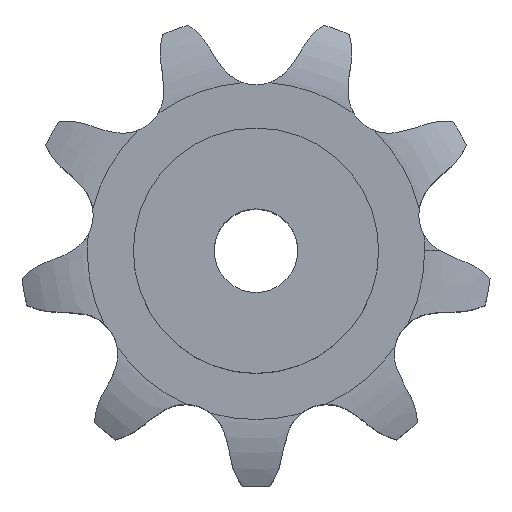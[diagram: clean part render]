
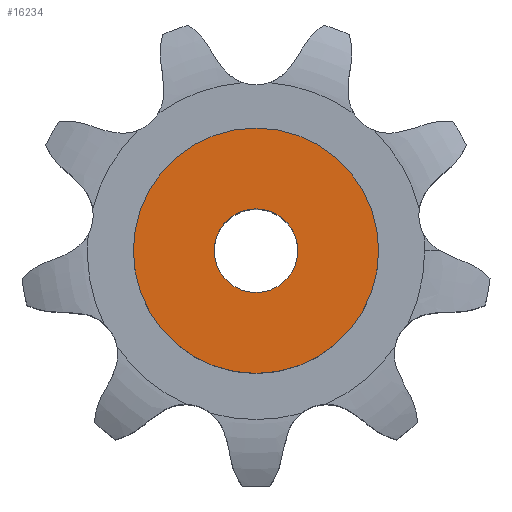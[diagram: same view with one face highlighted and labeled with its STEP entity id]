
A CAD part, top view. The second image highlights one B-rep face of the part: STEP entity #16234.
In plain terms, the highlighted planar face has unit normal (0, 0, 1).
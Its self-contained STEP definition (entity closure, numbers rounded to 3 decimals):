
#8806 = CYLINDRICAL_SURFACE('',#8807,15.);
#8807 = AXIS2_PLACEMENT_3D('',#8808,#8809,#8810);
#8808 = CARTESIAN_POINT('',(0.,0.,322.454));
#8809 = DIRECTION('',(0.,0.,1.));
#8810 = DIRECTION('',(1.,0.,0.));
#11065 = EDGE_CURVE('',#11066,#11066,#11068,.T.);
#11066 = VERTEX_POINT('',#11067);
#11067 = CARTESIAN_POINT('',(15.,0.,120.));
#11068 = SURFACE_CURVE('',#11069,(#11074,#11081),.PCURVE_S1.);
#11069 = CIRCLE('',#11070,15.);
#11070 = AXIS2_PLACEMENT_3D('',#11071,#11072,#11073);
#11071 = CARTESIAN_POINT('',(0.,0.,120.));
#11072 = DIRECTION('',(0.,0.,1.));
#11073 = DIRECTION('',(1.,0.,0.));
#11074 = PCURVE('',#8806,#11075);
#11075 = DEFINITIONAL_REPRESENTATION('',(#11076),#11080);
#11076 = LINE('',#11077,#11078);
#11077 = CARTESIAN_POINT('',(0.,-202.454));
#11078 = VECTOR('',#11079,1.);
#11079 = DIRECTION('',(1.,0.));
#11080 = ( GEOMETRIC_REPRESENTATION_CONTEXT(2) 
PARAMETRIC_REPRESENTATION_CONTEXT() REPRESENTATION_CONTEXT('2D SPACE',''
  ) );
#11081 = PCURVE('',#11082,#11087);
#11082 = PLANE('',#11083);
#11083 = AXIS2_PLACEMENT_3D('',#11084,#11085,#11086);
#11084 = CARTESIAN_POINT('',(0.,0.,
    120.));
#11085 = DIRECTION('',(0.,0.,1.));
#11086 = DIRECTION('',(1.,0.,0.));
#11087 = DEFINITIONAL_REPRESENTATION('',(#11088),#11092);
#11088 = CIRCLE('',#11089,15.);
#11089 = AXIS2_PLACEMENT_2D('',#11090,#11091);
#11090 = CARTESIAN_POINT('',(0.,0.));
#11091 = DIRECTION('',(1.,0.));
#11092 = ( GEOMETRIC_REPRESENTATION_CONTEXT(2) 
PARAMETRIC_REPRESENTATION_CONTEXT() REPRESENTATION_CONTEXT('2D SPACE',''
  ) );
#16234 = ADVANCED_FACE('',(#16235,#16266),#11082,.T.);
#16235 = FACE_BOUND('',#16236,.T.);
#16236 = EDGE_LOOP('',(#16237));
#16237 = ORIENTED_EDGE('',*,*,#16238,.T.);
#16238 = EDGE_CURVE('',#16239,#16239,#16241,.T.);
#16239 = VERTEX_POINT('',#16240);
#16240 = CARTESIAN_POINT('',(44.,0.,120.));
#16241 = SURFACE_CURVE('',#16242,(#16247,#16254),.PCURVE_S1.);
#16242 = CIRCLE('',#16243,44.);
#16243 = AXIS2_PLACEMENT_3D('',#16244,#16245,#16246);
#16244 = CARTESIAN_POINT('',(0.,0.,120.));
#16245 = DIRECTION('',(0.,0.,1.));
#16246 = DIRECTION('',(1.,0.,0.));
#16247 = PCURVE('',#11082,#16248);
#16248 = DEFINITIONAL_REPRESENTATION('',(#16249),#16253);
#16249 = CIRCLE('',#16250,44.);
#16250 = AXIS2_PLACEMENT_2D('',#16251,#16252);
#16251 = CARTESIAN_POINT('',(0.,0.));
#16252 = DIRECTION('',(1.,0.));
#16253 = ( GEOMETRIC_REPRESENTATION_CONTEXT(2) 
PARAMETRIC_REPRESENTATION_CONTEXT() REPRESENTATION_CONTEXT('2D SPACE',''
  ) );
#16254 = PCURVE('',#16255,#16260);
#16255 = CYLINDRICAL_SURFACE('',#16256,44.);
#16256 = AXIS2_PLACEMENT_3D('',#16257,#16258,#16259);
#16257 = CARTESIAN_POINT('',(0.,0.,0.));
#16258 = DIRECTION('',(-0.,-0.,-1.));
#16259 = DIRECTION('',(1.,0.,0.));
#16260 = DEFINITIONAL_REPRESENTATION('',(#16261),#16265);
#16261 = LINE('',#16262,#16263);
#16262 = CARTESIAN_POINT('',(-0.,-120.));
#16263 = VECTOR('',#16264,1.);
#16264 = DIRECTION('',(-1.,0.));
#16265 = ( GEOMETRIC_REPRESENTATION_CONTEXT(2) 
PARAMETRIC_REPRESENTATION_CONTEXT() REPRESENTATION_CONTEXT('2D SPACE',''
  ) );
#16266 = FACE_BOUND('',#16267,.T.);
#16267 = EDGE_LOOP('',(#16268));
#16268 = ORIENTED_EDGE('',*,*,#11065,.F.);
